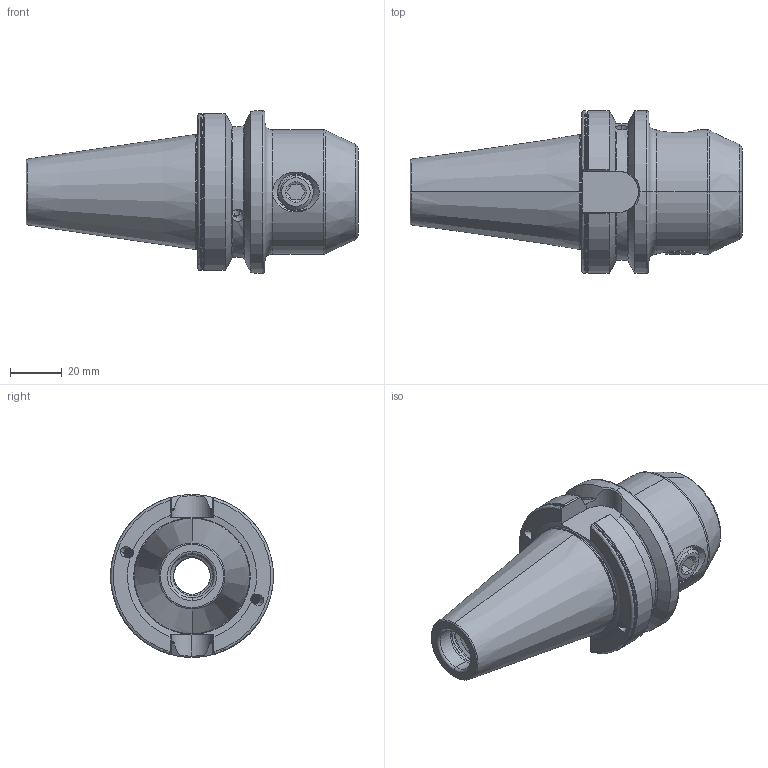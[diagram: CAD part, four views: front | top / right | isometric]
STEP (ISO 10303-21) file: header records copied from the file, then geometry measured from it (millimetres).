
FILE_DESCRIPTION (( 'STEP AP203' ), '1' );
FILE_NAME ('DC.406.04.16.K.STEP', '2017-10-18T02:46:13', ( '' ), ( '' ), 'SwSTEP 2.0', 'SolidWorks 2012', '' );
FILE_SCHEMA (( 'CONFIG_CONTROL_DESIGN' ));
Length unit declared in the file: millimetre
Products named in the file (3): DC.406.04.16.K; 側固14_M14x2_16L
Assembly tree (2 placements, depth 2):
  DC.406.04.16.K
    DC.406.04.16.K
    側固14_M14x2_16L
Bounding box: 128.4 x 63 x 63 mm (x, y, z)
Volume: 168262.8 mm3; surface area: 33661.2 mm2
Topology: 2 solids, 2 shells, 304 faces, 832 edges, 532 vertices
Faces by surface type: cylinder 134, plane 58, torus 46, cone 39, bspline 25, sphere 2
Entity records: 22952 total; most frequent: CARTESIAN_POINT 15884, ORIENTED_EDGE 1652, DIRECTION 1185, EDGE_CURVE 826, VERTEX_POINT 532, AXIS2_PLACEMENT_3D 484, EDGE_LOOP 322, ADVANCED_FACE 304
